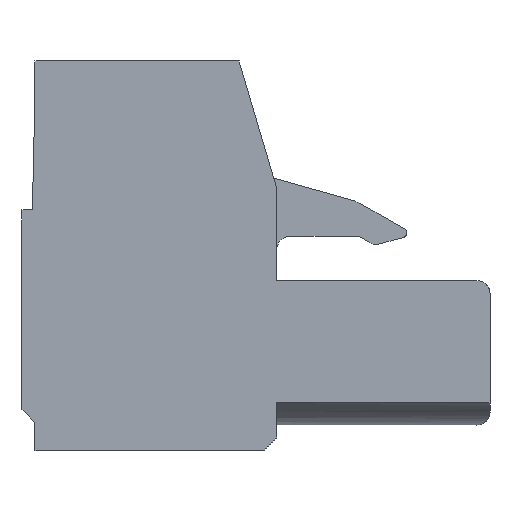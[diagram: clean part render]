
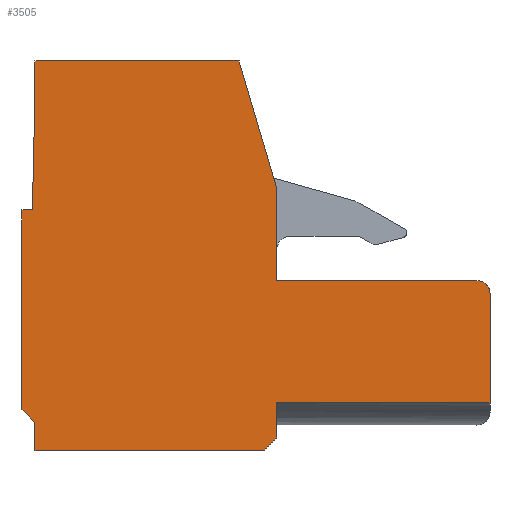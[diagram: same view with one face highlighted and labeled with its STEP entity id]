
A CAD part, front view. The second image highlights one B-rep face of the part: STEP entity #3505.
In plain terms, the highlighted planar face has unit normal (0, -1, 0).
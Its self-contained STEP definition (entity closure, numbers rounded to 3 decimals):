
#140=LINE('',#5012,#519);
#184=LINE('',#5108,#563);
#203=LINE('',#5142,#582);
#295=LINE('',#5498,#674);
#298=LINE('',#5505,#677);
#305=LINE('',#5521,#684);
#310=LINE('',#5538,#689);
#315=LINE('',#5546,#694);
#327=LINE('',#5584,#706);
#330=LINE('',#5653,#709);
#361=LINE('',#5802,#740);
#362=LINE('',#5813,#741);
#448=LINE('',#5990,#827);
#451=LINE('',#5996,#830);
#452=LINE('',#5998,#831);
#453=LINE('',#5999,#832);
#519=VECTOR('',#4034,1000.);
#563=VECTOR('',#4112,1000.);
#582=VECTOR('',#4133,1000.);
#674=VECTOR('',#4357,1000.);
#677=VECTOR('',#4368,1000.);
#684=VECTOR('',#4377,1000.);
#689=VECTOR('',#4394,1000.);
#694=VECTOR('',#4401,1000.);
#706=VECTOR('',#4433,1000.);
#709=VECTOR('',#4442,1000.);
#740=VECTOR('',#4549,1000.);
#741=VECTOR('',#4570,1000.);
#827=VECTOR('',#4730,1000.);
#830=VECTOR('',#4735,1000.);
#831=VECTOR('',#4738,1000.);
#832=VECTOR('',#4739,1000.);
#979=PLANE('',#3805);
#1867=ORIENTED_EDGE('',*,*,#2402,.T.);
#1868=ORIENTED_EDGE('',*,*,#2223,.T.);
#1869=ORIENTED_EDGE('',*,*,#2264,.T.);
#1870=ORIENTED_EDGE('',*,*,#2230,.T.);
#1871=ORIENTED_EDGE('',*,*,#2239,.T.);
#1872=ORIENTED_EDGE('',*,*,#2269,.T.);
#1873=ORIENTED_EDGE('',*,*,#2244,.T.);
#1874=ORIENTED_EDGE('',*,*,#2233,.T.);
#1875=ORIENTED_EDGE('',*,*,#2036,.T.);
#1876=ORIENTED_EDGE('',*,*,#2083,.T.);
#1877=ORIENTED_EDGE('',*,*,#2102,.T.);
#1878=ORIENTED_EDGE('',*,*,#2311,.T.);
#1879=ORIENTED_EDGE('',*,*,#2219,.T.);
#1880=ORIENTED_EDGE('',*,*,#2312,.T.);
#1881=ORIENTED_EDGE('',*,*,#2403,.T.);
#1882=ORIENTED_EDGE('',*,*,#2401,.T.);
#1883=ORIENTED_EDGE('',*,*,#2398,.T.);
#2036=EDGE_CURVE('',#2494,#2497,#140,.T.);
#2083=EDGE_CURVE('',#2497,#2532,#184,.T.);
#2102=EDGE_CURVE('',#2532,#2546,#203,.T.);
#2219=EDGE_CURVE('',#2617,#2620,#295,.T.);
#2223=EDGE_CURVE('',#2621,#2622,#298,.T.);
#2230=EDGE_CURVE('',#2625,#2628,#305,.T.);
#2233=EDGE_CURVE('',#2629,#2494,#2786,.T.);
#2239=EDGE_CURVE('',#2628,#2634,#310,.T.);
#2244=EDGE_CURVE('',#2637,#2629,#315,.T.);
#2264=EDGE_CURVE('',#2622,#2625,#327,.T.);
#2269=EDGE_CURVE('',#2634,#2637,#330,.T.);
#2311=EDGE_CURVE('',#2546,#2617,#361,.T.);
#2312=EDGE_CURVE('',#2620,#2672,#362,.T.);
#2398=EDGE_CURVE('',#2722,#2725,#448,.T.);
#2401=EDGE_CURVE('',#2726,#2722,#451,.T.);
#2402=EDGE_CURVE('',#2725,#2621,#452,.T.);
#2403=EDGE_CURVE('',#2672,#2726,#453,.T.);
#2494=VERTEX_POINT('',#5006);
#2497=VERTEX_POINT('',#5011);
#2532=VERTEX_POINT('',#5107);
#2546=VERTEX_POINT('',#5141);
#2617=VERTEX_POINT('',#5492);
#2620=VERTEX_POINT('',#5497);
#2621=VERTEX_POINT('',#5506);
#2622=VERTEX_POINT('',#5507);
#2625=VERTEX_POINT('',#5515);
#2628=VERTEX_POINT('',#5520);
#2629=VERTEX_POINT('',#5524);
#2634=VERTEX_POINT('',#5537);
#2637=VERTEX_POINT('',#5547);
#2672=VERTEX_POINT('',#5814);
#2722=VERTEX_POINT('',#5984);
#2725=VERTEX_POINT('',#5989);
#2726=VERTEX_POINT('',#5993);
#2786=CIRCLE('',#3701,0.5);
#3039=EDGE_LOOP('',(#1867,#1868,#1869,#1870,#1871,#1872,#1873,#1874,#1875,
#1876,#1877,#1878,#1879,#1880,#1881,#1882,#1883));
#3288=FACE_BOUND('',#3039,.T.);
#3505=ADVANCED_FACE('',(#3288),#979,.T.);
#3701=AXIS2_PLACEMENT_3D('',#5527,#4383,#4384);
#3805=AXIS2_PLACEMENT_3D('',#5997,#4736,#4737);
#4034=DIRECTION('',(-1.,0.,0.));
#4112=DIRECTION('',(0.,0.,1.));
#4133=DIRECTION('',(-0.283,0.,0.959));
#4357=DIRECTION('',(0.,0.,-1.));
#4368=DIRECTION('',(0.,0.,-1.));
#4377=DIRECTION('',(0.707,0.,0.707));
#4383=DIRECTION('',(0.,-1.,0.));
#4384=DIRECTION('',(1.,0.,0.));
#4394=DIRECTION('',(0.,0.,1.));
#4401=DIRECTION('',(0.,0.,1.));
#4433=DIRECTION('',(1.,0.,0.));
#4442=DIRECTION('',(1.,0.,0.));
#4549=DIRECTION('',(-1.,0.,0.));
#4570=DIRECTION('',(-0.185,0.,-0.983));
#4730=DIRECTION('',(0.,0.,-1.));
#4735=DIRECTION('',(-1.,0.,0.));
#4736=DIRECTION('',(0.,-1.,0.));
#4737=DIRECTION('',(0.,0.,-1.));
#4738=DIRECTION('',(0.707,0.,-0.707));
#4739=DIRECTION('',(-0.022,0.,-1.));
#5006=CARTESIAN_POINT('',(17.,-2.54,6.55));
#5011=CARTESIAN_POINT('',(9.3,-2.54,6.55));
#5012=CARTESIAN_POINT('',(9.3,-2.54,6.55));
#5107=CARTESIAN_POINT('',(9.3,-2.54,10.092));
#5108=CARTESIAN_POINT('',(9.3,-2.54,10.092));
#5141=CARTESIAN_POINT('',(7.85,-2.54,15.));
#5142=CARTESIAN_POINT('',(7.85,-2.54,15.));
#5492=CARTESIAN_POINT('',(0.,-2.54,15.));
#5497=CARTESIAN_POINT('',(0.,-2.54,13.7));
#5498=CARTESIAN_POINT('',(0.,-2.54,15.));
#5505=CARTESIAN_POINT('',(0.,-2.54,1.));
#5506=CARTESIAN_POINT('',(0.,-2.54,1.1));
#5507=CARTESIAN_POINT('',(0.,-2.54,0.));
#5515=CARTESIAN_POINT('',(8.8,-2.54,0.));
#5520=CARTESIAN_POINT('',(9.3,-2.54,0.5));
#5521=CARTESIAN_POINT('',(8.8,-2.54,0.));
#5524=CARTESIAN_POINT('',(17.5,-2.54,6.05));
#5527=CARTESIAN_POINT('',(17.,-2.54,6.05));
#5537=CARTESIAN_POINT('',(9.3,-2.54,1.85));
#5538=CARTESIAN_POINT('',(9.3,-2.54,1.));
#5546=CARTESIAN_POINT('',(17.5,-2.54,6.05));
#5547=CARTESIAN_POINT('',(17.5,-2.54,1.85));
#5584=CARTESIAN_POINT('',(0.,-2.54,0.));
#5653=CARTESIAN_POINT('',(9.3,-2.54,1.85));
#5802=CARTESIAN_POINT('',(0.,-2.54,15.));
#5813=CARTESIAN_POINT('',(0.,-2.54,13.7));
#5814=CARTESIAN_POINT('',(-0.004,-2.54,13.68));
#5984=CARTESIAN_POINT('',(-0.5,-2.54,9.27));
#5989=CARTESIAN_POINT('',(-0.5,-2.54,1.6));
#5990=CARTESIAN_POINT('',(-0.5,-2.54,9.27));
#5993=CARTESIAN_POINT('',(-0.1,-2.54,9.27));
#5996=CARTESIAN_POINT('',(-0.5,-2.54,9.27));
#5997=CARTESIAN_POINT('',(-0.5,-2.54,13.68));
#5998=CARTESIAN_POINT('',(0.,-2.54,1.1));
#5999=CARTESIAN_POINT('',(-0.004,-2.54,13.68));
